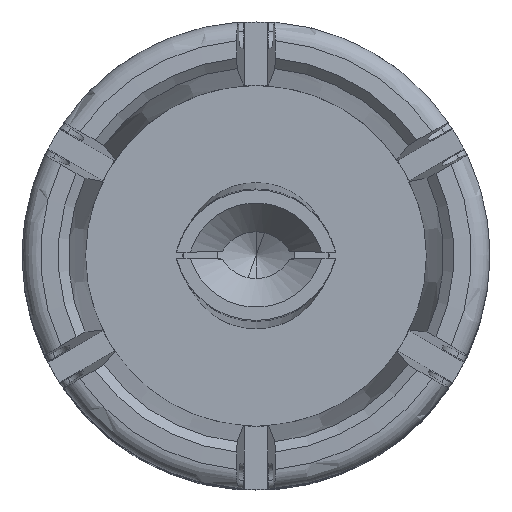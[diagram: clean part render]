
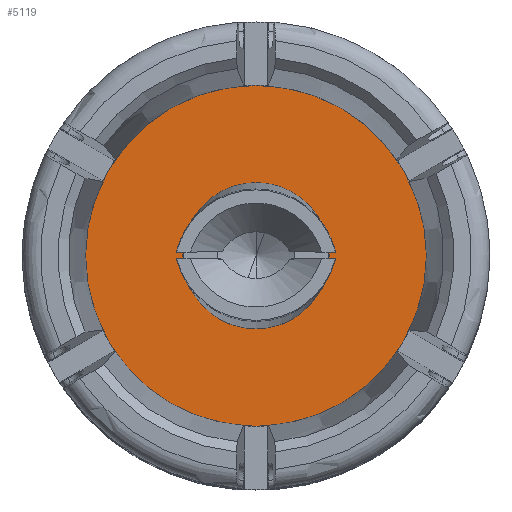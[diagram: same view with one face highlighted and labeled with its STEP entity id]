
A CAD part, top view. The second image highlights one B-rep face of the part: STEP entity #5119.
In plain terms, the highlighted planar face has unit normal (0, 0, 1).
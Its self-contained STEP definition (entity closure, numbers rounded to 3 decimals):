
#972 = CIRCLE ( 'NONE', #8667, 0.325 ) ;
#1675 = CARTESIAN_POINT ( 'NONE',  ( 0., 0., -2.18 ) ) ;
#1677 = DIRECTION ( 'NONE',  ( 0., 0., -1. ) ) ;
#1679 = DIRECTION ( 'NONE',  ( 0., -1., 0. ) ) ;
#2535 = EDGE_CURVE ( 'NONE', #6534, #6497, #972, .T. ) ;
#5119 = ADVANCED_FACE ( 'NONE', ( #5201, #5203 ), #5205, .T. ) ;
#5186 = CARTESIAN_POINT ( 'NONE',  ( 0., 0., -2.18 ) ) ;
#5201 = FACE_BOUND ( 'NONE', #5861, .T. ) ;
#5203 = FACE_OUTER_BOUND ( 'NONE', #5879, .T. ) ;
#5205 = PLANE ( 'NONE',  #5577 ) ;
#5209 = DIRECTION ( 'NONE',  ( 0., 0., 1. ) ) ;
#5210 = DIRECTION ( 'NONE',  ( 0., 1., 0. ) ) ;
#5328 = EDGE_CURVE ( 'NONE', #6532, #6526, #5747, .T. ) ;
#5513 = EDGE_CURVE ( 'NONE', #6526, #6532, #5895, .T. ) ;
#5577 = AXIS2_PLACEMENT_3D ( 'NONE', #5186, #5209, #5210 ) ;
#5654 = EDGE_CURVE ( 'NONE', #6497, #6534, #6091, .T. ) ;
#5743 = AXIS2_PLACEMENT_3D ( 'NONE', #7249, #7250, #7251 ) ;
#5747 = CIRCLE ( 'NONE', #5743, 0.875 ) ;
#5861 = EDGE_LOOP ( 'NONE', ( #5997, #5999 ) ) ;
#5879 = EDGE_LOOP ( 'NONE', ( #6001, #6003 ) ) ;
#5895 = CIRCLE ( 'NONE', #5900, 0.875 ) ;
#5900 = AXIS2_PLACEMENT_3D ( 'NONE', #7672, #7673, #7674 ) ;
#5997 = ORIENTED_EDGE ( 'NONE', *, *, #2535, .T. ) ;
#5999 = ORIENTED_EDGE ( 'NONE', *, *, #5654, .T. ) ;
#6001 = ORIENTED_EDGE ( 'NONE', *, *, #5328, .T. ) ;
#6003 = ORIENTED_EDGE ( 'NONE', *, *, #5513, .T. ) ;
#6091 = CIRCLE ( 'NONE', #6095, 0.325 ) ;
#6095 = AXIS2_PLACEMENT_3D ( 'NONE', #8046, #8047, #8048 ) ;
#6497 = VERTEX_POINT ( 'NONE', #8296 ) ;
#6526 = VERTEX_POINT ( 'NONE', #8324 ) ;
#6532 = VERTEX_POINT ( 'NONE', #8330 ) ;
#6534 = VERTEX_POINT ( 'NONE', #8332 ) ;
#7249 = CARTESIAN_POINT ( 'NONE',  ( 0., 0., -2.18 ) ) ;
#7250 = DIRECTION ( 'NONE',  ( 0., 0., 1. ) ) ;
#7251 = DIRECTION ( 'NONE',  ( 0., 1., 0. ) ) ;
#7672 = CARTESIAN_POINT ( 'NONE',  ( 0., 0., -2.18 ) ) ;
#7673 = DIRECTION ( 'NONE',  ( 0., 0., 1. ) ) ;
#7674 = DIRECTION ( 'NONE',  ( 0., 1., 0. ) ) ;
#8046 = CARTESIAN_POINT ( 'NONE',  ( 0., 0., -2.18 ) ) ;
#8047 = DIRECTION ( 'NONE',  ( 0., 0., -1. ) ) ;
#8048 = DIRECTION ( 'NONE',  ( 0., -1., 0. ) ) ;
#8296 = CARTESIAN_POINT ( 'NONE',  ( 0., -0.325, -2.18 ) ) ;
#8324 = CARTESIAN_POINT ( 'NONE',  ( 0., -0.875, -2.18 ) ) ;
#8330 = CARTESIAN_POINT ( 'NONE',  ( 0., 0.875, -2.18 ) ) ;
#8332 = CARTESIAN_POINT ( 'NONE',  ( 0., 0.325, -2.18 ) ) ;
#8667 = AXIS2_PLACEMENT_3D ( 'NONE', #1675, #1677, #1679 ) ;
